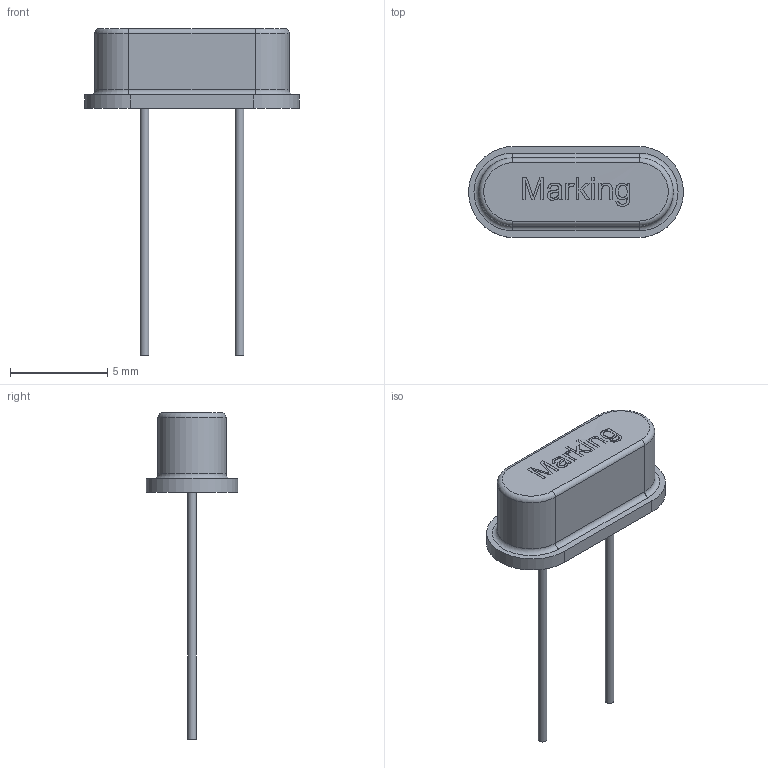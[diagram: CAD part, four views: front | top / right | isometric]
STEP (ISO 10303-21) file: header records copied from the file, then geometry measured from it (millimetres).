
FILE_DESCRIPTION(/* description */ ('Unknown'),/* implementation_level */ '2;1');
FILE_NAME(/* name */ 'Y_Wurth_WE-XTAL_Quartz-HC49-4H',/* time_stamp */ '2025-09-04T10:46:37+08:00',/* author */ ('Unknown'),/* organization */ ('Unknown'),/* preprocessor_version */ 'ST-DEVELOPER v19.4',/* originating_system */ 'Solid Edge',/* authorisation */ 'Unknown');
FILE_SCHEMA (('AUTOMOTIVE_DESIGN {1 0 10303 214 3 1 1}'));
Length unit declared in the file: millimetre
Products named in the file (2): Y_Wurth_WE-XTAL_Quartz-HC49-4H
Assembly tree (1 placements, depth 2):
  Y_Wurth_WE-XTAL_Quartz-HC49-4H
    Y_Wurth_WE-XTAL_Quartz-HC49-4H
Bounding box: 11.05 x 4.7 x 16.8 mm (x, y, z)
Volume: 146.8 mm3; surface area: 227.9 mm2
Topology: 3 solids, 3 shells, 100 faces, 236 edges, 155 vertices
Faces by surface type: plane 69, cylinder 15, bspline 12, torus 4
Full cylindrical faces by diameter (mm): 0.45 x2, 1.5 x2
Entity records: 3908 total; most frequent: CARTESIAN_POINT 1172, ORIENTED_EDGE 462, DIRECTION 310, EDGE_CURVE 231, VERTEX_POINT 155, B_SPLINE_CURVE_WITH_KNOTS 129, EDGE_LOOP 118, FACE_BOUND 118
